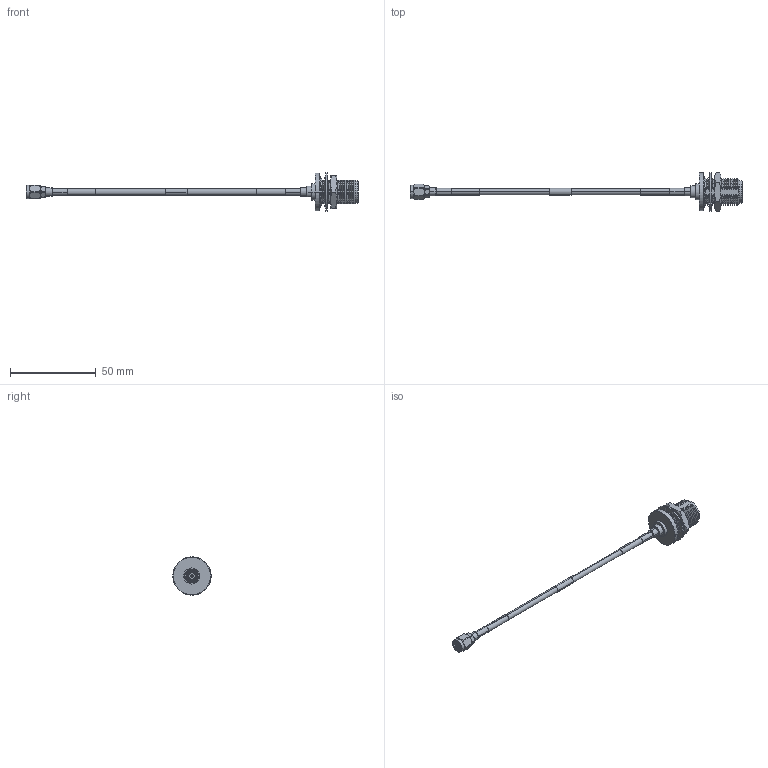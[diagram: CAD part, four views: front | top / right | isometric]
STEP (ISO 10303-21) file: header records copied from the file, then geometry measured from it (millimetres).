
FILE_DESCRIPTION (( 'STEP AP214' ), '1' );
FILE_NAME ('LCCA30476_3D.STEP', '2020-04-23T13:03:30', ( '' ), ( '' ), 'SwSTEP 2.0', 'SolidWorks 2018', '' );
FILE_SCHEMA (( 'AUTOMOTIVE_DESIGN' ));
Length unit declared in the file: inch
Products named in the file (6): 1AW01-003_.152 ID; LC141TBJ (141 Formable with HeatShrink); LCCN3043; LC141TBJ-PROD; LCCA30476_3D; LCCN3057___
Assembly tree (7 placements, depth 3):
  LCCA30476_3D
    LC141TBJ-PROD
      LC141TBJ (141 Formable with HeatShrink)
      1AW01-003_.152 ID  x3
    LCCN3043
    LCCN3057___
Bounding box: 193.49 x 22.35 x 22.35 mm (x, y, z)
Volume: 7315.2 mm3; surface area: 9084.4 mm2
Topology: 12 solids, 13 shells, 451 faces, 1124 edges, 715 vertices
Faces by surface type: plane 180, cone 151, cylinder 105, torus 12, bspline 3
Entity records: 16120 total; most frequent: CARTESIAN_POINT 4566, ORIENTED_EDGE 2200, DIRECTION 2126, EDGE_CURVE 1100, AXIS2_PLACEMENT_3D 855, VERTEX_POINT 699, EDGE_LOOP 467, ADVANCED_FACE 439
